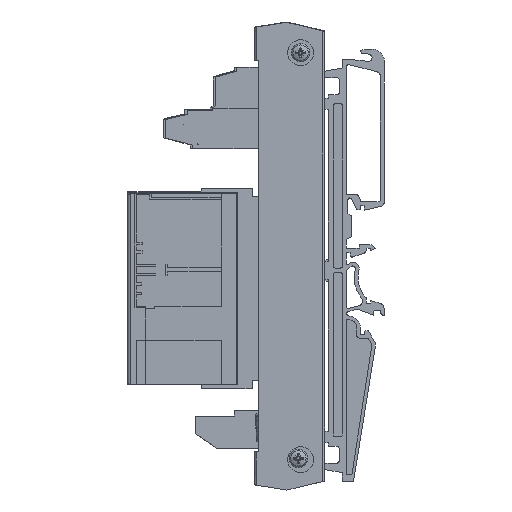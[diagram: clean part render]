
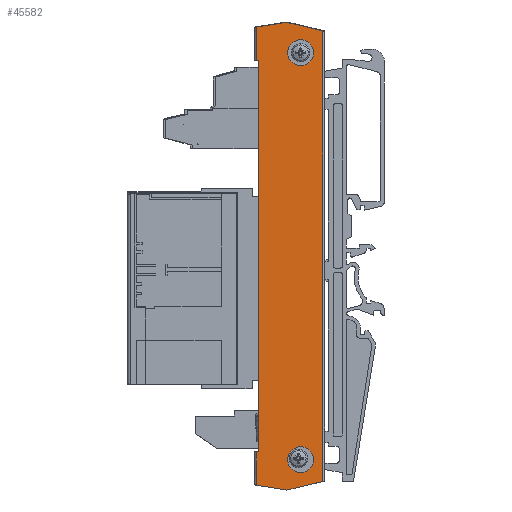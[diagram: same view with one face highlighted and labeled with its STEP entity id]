
A CAD part, left-side view. The second image highlights one B-rep face of the part: STEP entity #45582.
In plain terms, the highlighted face is planar.
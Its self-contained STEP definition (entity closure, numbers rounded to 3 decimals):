
#44417=CARTESIAN_POINT('',(77.772,-5.162,5.0));
#44418=VERTEX_POINT('',#44417);
#44419=CARTESIAN_POINT('',(74.272,-5.162,5.0));
#44420=DIRECTION('',(0.0,0.0,-1.0));
#44421=DIRECTION('',(-1.0,0.0,0.0));
#44422=AXIS2_PLACEMENT_3D('',#44419,#44420,#44421);
#44423=CIRCLE('',#44422,3.5);
#44424=EDGE_CURVE('',#44418,#44418,#44423,.T.);
#44505=CARTESIAN_POINT('',(-32.728,-5.162,5.0));
#44506=VERTEX_POINT('',#44505);
#44507=CARTESIAN_POINT('',(-36.228,-5.162,5.0));
#44508=DIRECTION('',(0.0,0.0,-1.0));
#44509=DIRECTION('',(-1.0,0.0,0.0));
#44510=AXIS2_PLACEMENT_3D('',#44507,#44508,#44509);
#44511=CIRCLE('',#44510,3.5);
#44512=EDGE_CURVE('',#44506,#44506,#44511,.T.);
#45277=CARTESIAN_POINT('',(-34.128,6.238,5.0));
#45278=VERTEX_POINT('',#45277);
#45285=CARTESIAN_POINT('',(72.172,6.238,5.0));
#45286=VERTEX_POINT('',#45285);
#45287=CARTESIAN_POINT('',(72.172,6.238,5.0));
#45288=DIRECTION('',(-1.0,0.0,0.0));
#45289=VECTOR('',#45288,106.3);
#45290=LINE('',#45287,#45289);
#45291=EDGE_CURVE('',#45286,#45278,#45290,.T.);
#45459=CARTESIAN_POINT('',(72.172,6.738,5.0));
#45460=VERTEX_POINT('',#45459);
#45461=CARTESIAN_POINT('',(72.172,6.738,5.0));
#45462=DIRECTION('',(0.0,-1.0,0.0));
#45463=VECTOR('',#45462,0.5);
#45464=LINE('',#45461,#45463);
#45465=EDGE_CURVE('',#45460,#45286,#45464,.T.);
#45490=CARTESIAN_POINT('',(-34.128,6.738,5.0));
#45491=VERTEX_POINT('',#45490);
#45499=CARTESIAN_POINT('',(-34.128,6.238,5.0));
#45500=DIRECTION('',(0.0,1.0,0.0));
#45501=VECTOR('',#45500,0.5);
#45502=LINE('',#45499,#45501);
#45503=EDGE_CURVE('',#45278,#45491,#45502,.T.);
#45512=CARTESIAN_POINT('',(19.022,-2.147,5.0));
#45513=DIRECTION('',(0.0,0.0,1.0));
#45514=DIRECTION('',(1.0,0.0,0.0));
#45515=AXIS2_PLACEMENT_3D('',#45512,#45513,#45514);
#45516=PLANE('',#45515);
#45517=ORIENTED_EDGE('',*,*,#45465,.T.);
#45518=ORIENTED_EDGE('',*,*,#45291,.T.);
#45519=ORIENTED_EDGE('',*,*,#45503,.T.);
#45520=CARTESIAN_POINT('',(-43.182,6.738,5.0));
#45521=VERTEX_POINT('',#45520);
#45522=CARTESIAN_POINT('',(-43.182,6.738,5.0));
#45523=DIRECTION('',(1.0,0.0,0.0));
#45524=VECTOR('',#45523,9.054);
#45525=LINE('',#45522,#45524);
#45526=EDGE_CURVE('',#45521,#45491,#45525,.T.);
#45527=ORIENTED_EDGE('',*,*,#45526,.F.);
#45528=CARTESIAN_POINT('',(-44.468,-1.425,5.0));
#45529=VERTEX_POINT('',#45528);
#45530=CARTESIAN_POINT('',(-44.468,-1.425,5.0));
#45531=DIRECTION('',(0.156,0.988,0.0));
#45532=VECTOR('',#45531,8.263);
#45533=LINE('',#45530,#45532);
#45534=EDGE_CURVE('',#45529,#45521,#45533,.T.);
#45535=ORIENTED_EDGE('',*,*,#45534,.F.);
#45536=CARTESIAN_POINT('',(-42.171,-11.162,5.0));
#45537=VERTEX_POINT('',#45536);
#45538=CARTESIAN_POINT('',(-42.171,-11.162,5.0));
#45539=DIRECTION('',(-0.23,0.973,0.0));
#45540=VECTOR('',#45539,10.005);
#45541=LINE('',#45538,#45540);
#45542=EDGE_CURVE('',#45537,#45529,#45541,.T.);
#45543=ORIENTED_EDGE('',*,*,#45542,.F.);
#45544=CARTESIAN_POINT('',(80.215,-11.162,5.0));
#45545=VERTEX_POINT('',#45544);
#45546=CARTESIAN_POINT('',(80.215,-11.162,5.0));
#45547=DIRECTION('',(-1.0,0.0,0.0));
#45548=VECTOR('',#45547,122.386);
#45549=LINE('',#45546,#45548);
#45550=EDGE_CURVE('',#45545,#45537,#45549,.T.);
#45551=ORIENTED_EDGE('',*,*,#45550,.F.);
#45552=CARTESIAN_POINT('',(82.512,-1.425,5.0));
#45553=VERTEX_POINT('',#45552);
#45554=CARTESIAN_POINT('',(82.512,-1.425,5.0));
#45555=DIRECTION('',(-0.23,-0.973,0.0));
#45556=VECTOR('',#45555,10.005);
#45557=LINE('',#45554,#45556);
#45558=EDGE_CURVE('',#45553,#45545,#45557,.T.);
#45559=ORIENTED_EDGE('',*,*,#45558,.F.);
#45560=CARTESIAN_POINT('',(81.226,6.738,5.0));
#45561=VERTEX_POINT('',#45560);
#45562=CARTESIAN_POINT('',(81.226,6.738,5.0));
#45563=DIRECTION('',(0.156,-0.988,0.0));
#45564=VECTOR('',#45563,8.263);
#45565=LINE('',#45562,#45564);
#45566=EDGE_CURVE('',#45561,#45553,#45565,.T.);
#45567=ORIENTED_EDGE('',*,*,#45566,.F.);
#45568=CARTESIAN_POINT('',(72.172,6.738,5.0));
#45569=DIRECTION('',(1.0,0.0,0.0));
#45570=VECTOR('',#45569,9.054);
#45571=LINE('',#45568,#45570);
#45572=EDGE_CURVE('',#45460,#45561,#45571,.T.);
#45573=ORIENTED_EDGE('',*,*,#45572,.F.);
#45574=EDGE_LOOP('',(#45517,#45518,#45519,#45527,#45535,#45543,#45551,#45559,#45567,#45573));
#45575=FACE_OUTER_BOUND('',#45574,.T.);
#45576=ORIENTED_EDGE('',*,*,#44424,.T.);
#45577=EDGE_LOOP('',(#45576));
#45578=FACE_BOUND('',#45577,.T.);
#45579=ORIENTED_EDGE('',*,*,#44512,.T.);
#45580=EDGE_LOOP('',(#45579));
#45581=FACE_BOUND('',#45580,.T.);
#45582=ADVANCED_FACE('',(#45575,#45578,#45581),#45516,.T.);
